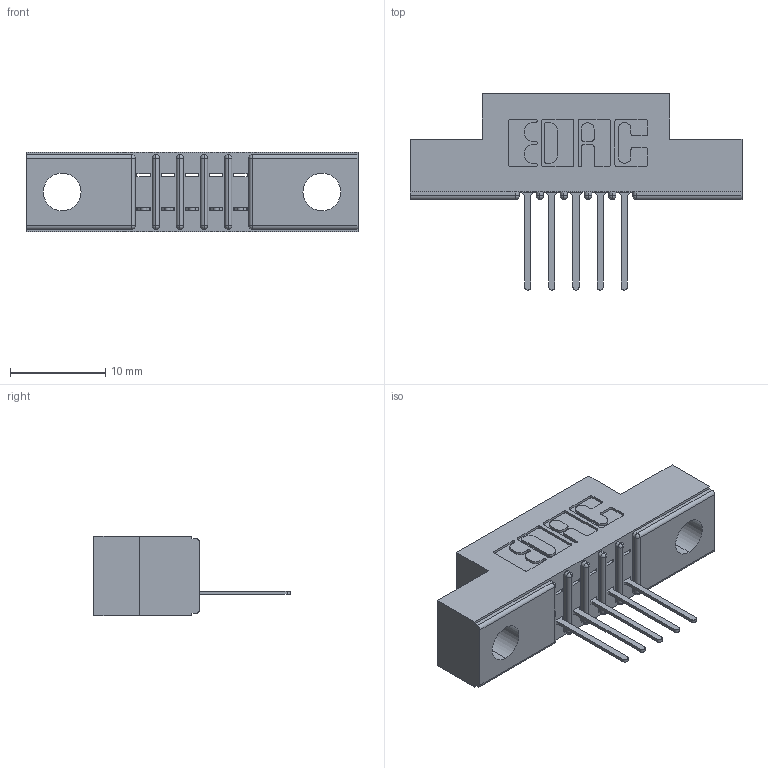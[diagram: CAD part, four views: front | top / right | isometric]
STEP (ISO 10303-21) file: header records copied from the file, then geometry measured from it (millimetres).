
FILE_DESCRIPTION (( 'STEP AP203' ), '1' );
FILE_NAME ('341-005-522-104.STEP', '2019-08-09T15:33:23', ( '' ), ( '' ), 'SwSTEP 2.0', 'SolidWorks 2016', '' );
FILE_SCHEMA (( 'CONFIG_CONTROL_DESIGN' ));
Length unit declared in the file: inch
Products named in the file (3): 341-292-001_341-292-122; 341 Part_.156 (3.96) Dia Mounting Holes; 341-005-522-104
Assembly tree (6 placements, depth 2):
  341-005-522-104
    341 Part_.156 (3.96) Dia Mounting Holes
    341-292-001_341-292-122  x5
Bounding box: 34.92 x 20.62 x 8.38 mm (x, y, z)
Volume: 1899.8 mm3; surface area: 2634 mm2
Topology: 6 solids, 6 shells, 540 faces, 1537 edges, 990 vertices
Faces by surface type: plane 337, cylinder 183, sphere 12, torus 8
Entity records: 11238 total; most frequent: CARTESIAN_POINT 1896, ORIENTED_EDGE 1882, DIRECTION 1853, EDGE_CURVE 941, LINE 727, VECTOR 727, VERTEX_POINT 606, AXIS2_PLACEMENT_3D 563
